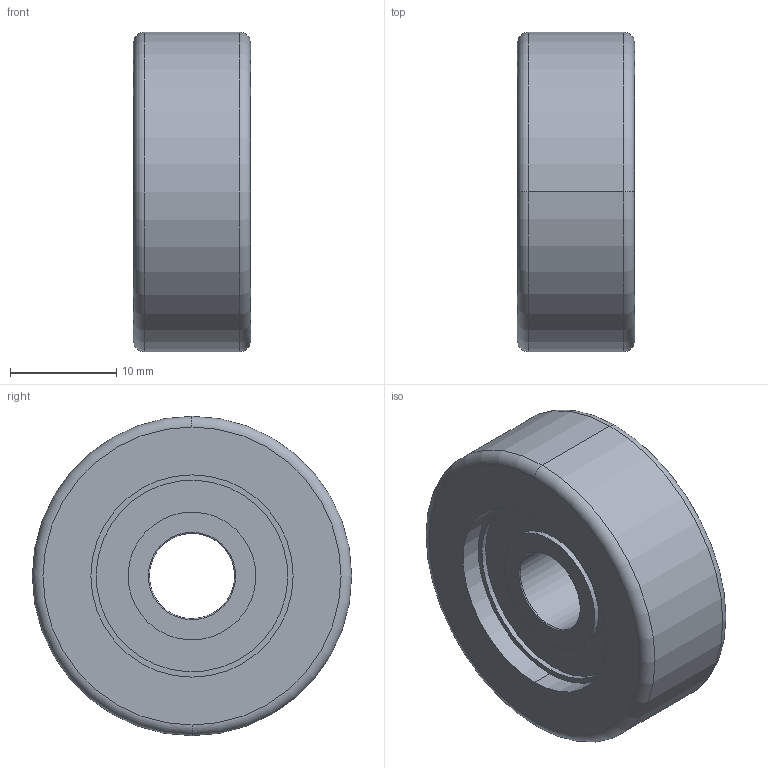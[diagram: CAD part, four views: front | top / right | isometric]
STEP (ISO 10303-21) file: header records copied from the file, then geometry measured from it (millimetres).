
FILE_DESCRIPTION (( 'STEP AP214' ), '1' );
FILE_NAME ('0025213_FPRO-030-11-7-K08-ZZ.step', '2018-06-08T10:31:34', ( '' ), ( '' ), 'SwSTEP 2.0', 'SolidWorks 2018', '' );
FILE_SCHEMA (( 'AUTOMOTIVE_DESIGN' ));
Length unit declared in the file: millimetre
Products named in the file (1): 0025213_FPRO-030-11-7-K08-ZZ
Bounding box: 11 x 30 x 30 mm (x, y, z)
Surface area: 3256.5 mm2 (no closed solid volume)
Topology: 0 solids, 6 shells, 32 faces, 76 edges, 52 vertices
Faces by surface type: cylinder 16, torus 8, plane 8
Entity records: 1332 total; most frequent: DIRECTION 202, CARTESIAN_POINT 161, ORIENTED_EDGE 128, AXIS2_PLACEMENT_3D 93, EDGE_CURVE 76, CIRCLE 60, VERTEX_POINT 52, EDGE_LOOP 40
